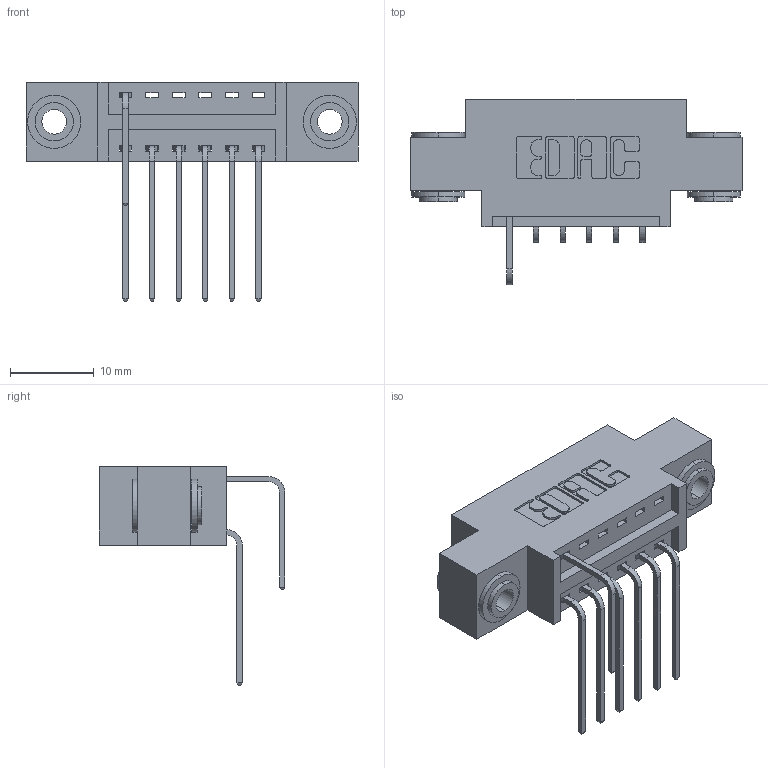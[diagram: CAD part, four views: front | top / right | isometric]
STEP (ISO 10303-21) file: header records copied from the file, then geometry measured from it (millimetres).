
FILE_DESCRIPTION (( 'STEP AP203' ), '1' );
FILE_NAME ('346-012-558-803.STEP', '2018-08-19T23:05:15', ( '' ), ( '' ), 'SwSTEP 2.0', 'SolidWorks 2016', '' );
FILE_SCHEMA (( 'CONFIG_CONTROL_DESIGN' ));
Length unit declared in the file: inch
Products named in the file (5): 345-292-001_558 559 Tail - 1; 345-292-001_558 Tail - 2; 345-250-002_345-250-002-102; 346-012-558-803; 346 Part_0.170 Offset - 0.156 Dia-TH
Assembly tree (10 placements, depth 2):
  346-012-558-803
    346 Part_0.170 Offset - 0.156 Dia-TH
    345-292-001_558 559 Tail - 1  x6
    345-292-001_558 Tail - 2
    345-250-002_345-250-002-102  x2
Bounding box: 39.62 x 22.16 x 26.16 mm (x, y, z)
Volume: 3444.4 mm3; surface area: 4496.8 mm2
Topology: 10 solids, 10 shells, 572 faces, 1649 edges, 1086 vertices
Faces by surface type: plane 374, cylinder 190, cone 8
Entity records: 11168 total; most frequent: CARTESIAN_POINT 1941, ORIENTED_EDGE 1822, DIRECTION 1759, EDGE_CURVE 911, VECTOR 691, LINE 691, VERTEX_POINT 602, AXIS2_PLACEMENT_3D 534
